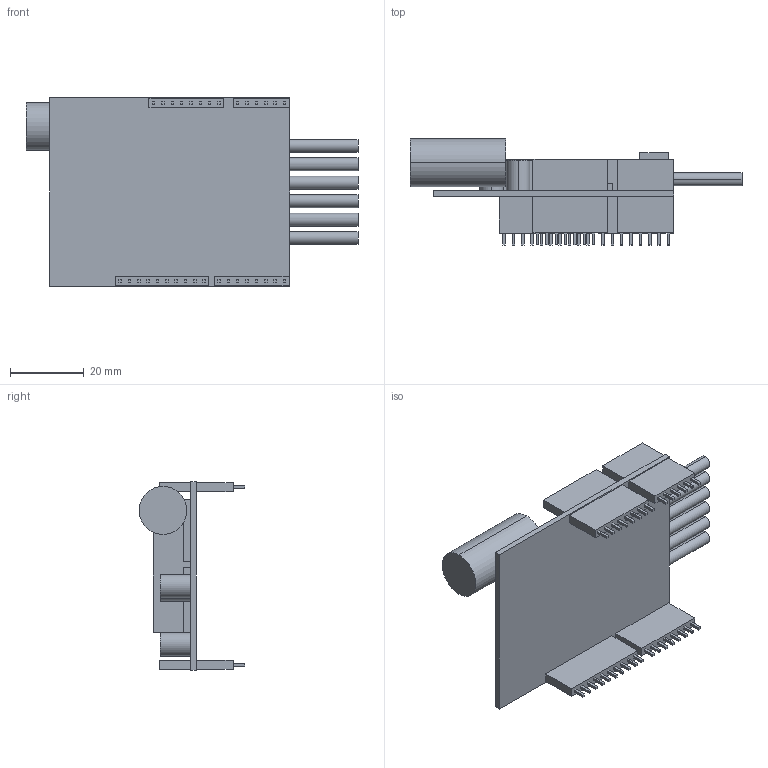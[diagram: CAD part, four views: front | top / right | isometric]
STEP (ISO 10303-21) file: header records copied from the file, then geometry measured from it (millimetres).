
FILE_DESCRIPTION (( 'STEP AP214' ), '1' );
FILE_NAME ('Pololu_Dual_VNH5019.STEP', '2023-10-21T20:19:09', ( '' ), ( '' ), 'SwSTEP 2.0', 'SolidWorks 2022', '' );
FILE_SCHEMA (( 'AUTOMOTIVE_DESIGN' ));
Length unit declared in the file: millimetre
Products named in the file (1): Pololu_Dual_VNH5019
Bounding box: 90.3 x 28.79 x 51.4 mm (x, y, z)
Volume: 18300.3 mm3; surface area: 17044.3 mm2
Topology: 16 solids, 16 shells, 276 faces, 612 edges, 408 vertices
Faces by surface type: plane 256, cylinder 20
Entity records: 8611 total; most frequent: CARTESIAN_POINT 1297, ORIENTED_EDGE 1224, DIRECTION 1206, EDGE_CURVE 612, VECTOR 572, LINE 572, VERTEX_POINT 408, AXIS2_PLACEMENT_3D 317
